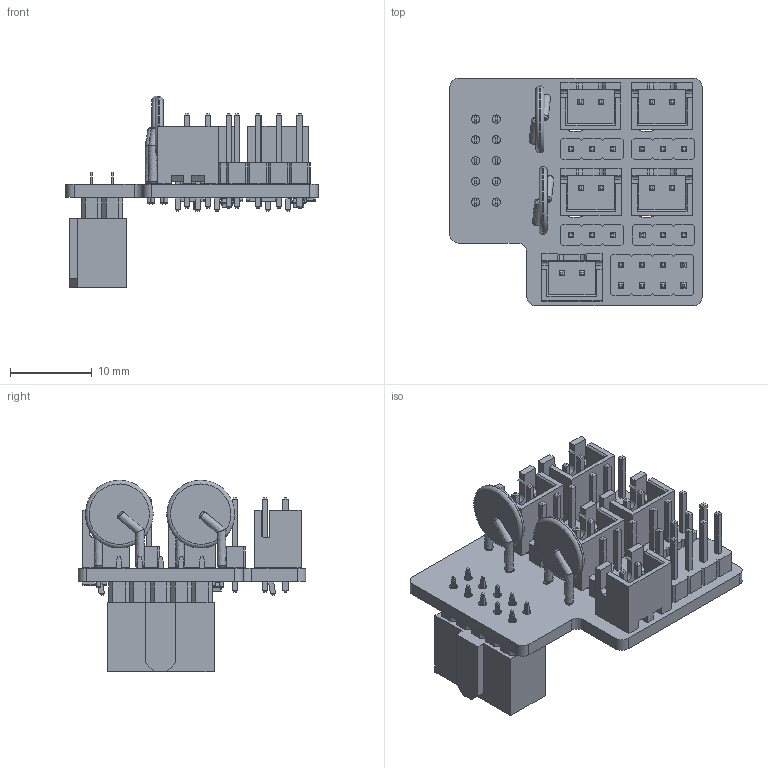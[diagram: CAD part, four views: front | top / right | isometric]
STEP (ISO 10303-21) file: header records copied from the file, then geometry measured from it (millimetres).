
FILE_DESCRIPTION(('KiCad electronic assembly'),'2;1');
FILE_NAME('FanExpander-Lite.step','2022-02-04T11:44:07',('Pcbnew'),( 'Kicad'),'Open CASCADE STEP processor 7.6','KiCad to STEP converter' ,'Unknown');
FILE_SCHEMA(('AUTOMOTIVE_DESIGN { 1 0 10303 214 1 1 1 1 }'));
Length unit declared in the file: millimetre
Products named in the file (18): FanExpander-Lite 1; IDC-Socket_2x05_P2.54mm_Vertical; COMPOUND; JST_XH_B2B-XH-A_1x02_P2.50mm_Vertical; SOLID; Fuse_BelFuse_0ZRE_0ZRE0005FF_L8.3mm_W3.8mm; PinHeader_2x04_P2.54mm_Vertical; PinHeader_1x03_P2.54mm_Vertical; R_0603_1608Metric; SOT-23; LED_1206_3216Metric; _autosave-FanExpander-Lite PCB
Assembly tree (39 placements, depth 3):
  FanExpander-Lite 1
    IDC-Socket_2x05_P2.54mm_Vertical
      COMPOUND
    JST_XH_B2B-XH-A_1x02_P2.50mm_Vertical  x5
      SOLID
    Fuse_BelFuse_0ZRE_0ZRE0005FF_L8.3mm_W3.8mm  x2
      SOLID
    PinHeader_2x04_P2.54mm_Vertical
      SOLID
    PinHeader_1x03_P2.54mm_Vertical  x4
      SOLID
    R_0603_1608Metric  x10
      SOLID
    SOT-23  x3
      SOLID
    LED_1206_3216Metric  x4
      SOLID
    _autosave-FanExpander-Lite PCB
Bounding box: 30.89 x 27.86 x 23.44 mm (x, y, z)
Volume: 3340.9 mm3; surface area: 6218 mm2
Topology: 45 solids, 45 shells, 1992 faces, 5017 edges, 3194 vertices
Faces by surface type: bspline 1878, cylinder 66, plane 48
Full cylindrical faces by diameter (mm): 0.71 x4, 1 x30, 1.05 x10
Entity records: 52249 total; most frequent: CARTESIAN_POINT 18324, B_SPLINE_CURVE_WITH_KNOTS 5186, ORIENTED_EDGE 4184, PCURVE 4184, DEFINITIONAL_REPRESENTATION 4184, EDGE_CURVE 2092, SURFACE_CURVE 2037, VERTEX_POINT 1330
